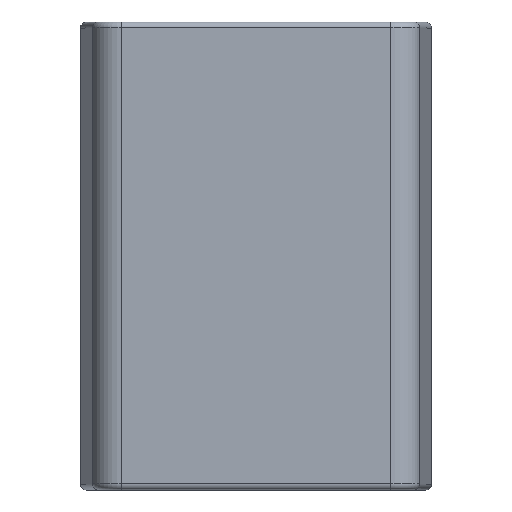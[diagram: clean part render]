
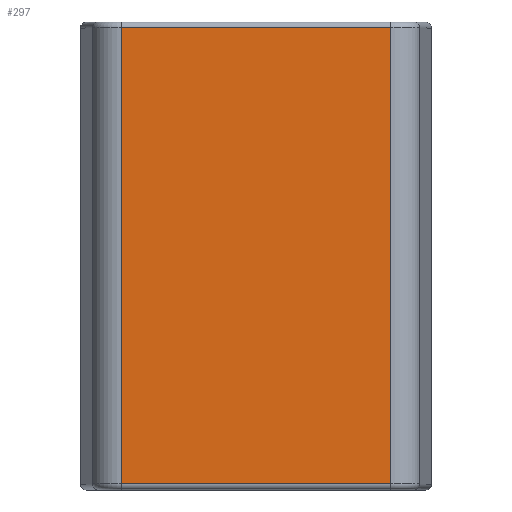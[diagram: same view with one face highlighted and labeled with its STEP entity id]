
A CAD part, top view. The second image highlights one B-rep face of the part: STEP entity #297.
In plain terms, the highlighted planar face has unit normal (0, 0, 1).
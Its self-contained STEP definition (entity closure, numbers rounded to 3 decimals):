
#14=PLANE('',#340);
#30=FACE_OUTER_BOUND('',#48,.T.);
#48=EDGE_LOOP('',(#208,#209,#210,#211));
#79=LINE('',#480,#99);
#82=LINE('',#495,#102);
#84=LINE('',#501,#104);
#85=LINE('',#502,#105);
#99=VECTOR('',#384,10.);
#102=VECTOR('',#401,10.);
#104=VECTOR('',#407,10.);
#105=VECTOR('',#408,10.);
#124=VERTEX_POINT('',#470);
#126=VERTEX_POINT('',#476);
#132=VERTEX_POINT('',#494);
#134=VERTEX_POINT('',#500);
#153=EDGE_CURVE('',#124,#126,#79,.T.);
#160=EDGE_CURVE('',#126,#132,#82,.T.);
#163=EDGE_CURVE('',#134,#124,#84,.T.);
#164=EDGE_CURVE('',#132,#134,#85,.T.);
#208=ORIENTED_EDGE('',*,*,#153,.F.);
#209=ORIENTED_EDGE('',*,*,#163,.F.);
#210=ORIENTED_EDGE('',*,*,#164,.F.);
#211=ORIENTED_EDGE('',*,*,#160,.F.);
#297=ADVANCED_FACE('',(#30),#14,.T.);
#340=AXIS2_PLACEMENT_3D('',#499,#405,#406);
#384=DIRECTION('',(1.,0.,0.));
#401=DIRECTION('',(0.,-1.,0.));
#405=DIRECTION('center_axis',(0.,0.,1.));
#406=DIRECTION('ref_axis',(1.,0.,0.));
#407=DIRECTION('',(0.,1.,0.));
#408=DIRECTION('',(-1.,0.,0.));
#470=CARTESIAN_POINT('',(-0.46,0.78,0.718));
#476=CARTESIAN_POINT('',(0.46,0.78,0.718));
#480=CARTESIAN_POINT('',(0.3,0.78,0.718));
#494=CARTESIAN_POINT('',(0.46,-0.78,0.718));
#495=CARTESIAN_POINT('',(0.46,-0.4,0.718));
#499=CARTESIAN_POINT('Origin',(0.,0.,0.718));
#500=CARTESIAN_POINT('',(-0.46,-0.78,0.718));
#501=CARTESIAN_POINT('',(-0.46,-0.4,0.718));
#502=CARTESIAN_POINT('',(-0.3,-0.78,0.718));
